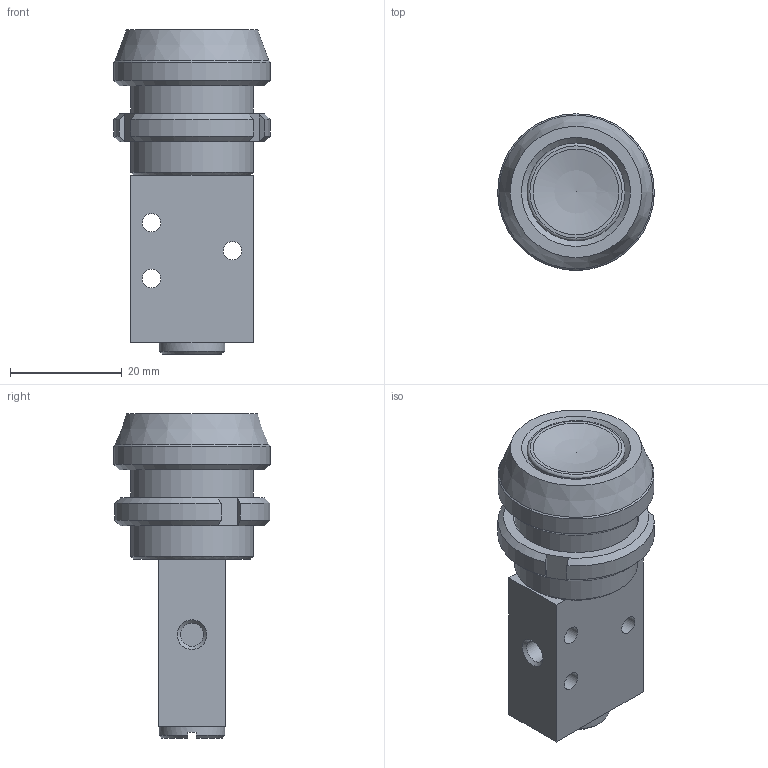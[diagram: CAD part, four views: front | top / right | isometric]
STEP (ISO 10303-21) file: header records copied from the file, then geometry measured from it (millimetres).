
FILE_DESCRIPTION(/* description */ ('MVALVOLA PER PULSANTE'),/* implementation_level */ '2;1');
FILE_NAME(/* name */ '105_32_6_2-#.stp',/* time_stamp */ '2015-12-18T14:23:56+01:00',/* author */ ('maniean1'),/* organization */ ('Pneumax S.p.A.'),/* preprocessor_version */ 'ST-DEVELOPER v15.2',/* originating_system */ 'Autodesk Inventor 2014',/* authorisation */ '');
FILE_SCHEMA (('AUTOMOTIVE_DESIGN { 1 0 10303 214 3 1 1 }'));
Length unit declared in the file: millimetre
Products named in the file (3): 105_32_6_2_#; RS-105-59; 105_32_6_2-#
Bounding box: 28 x 28 x 58 mm (x, y, z)
Volume: 20244.2 mm3; surface area: 6886.1 mm2
Topology: 2 solids, 2 shells, 65 faces, 151 edges, 96 vertices
Faces by surface type: plane 31, cone 18, cylinder 14, sphere 1, torus 1
Full cylindrical faces by diameter (mm): 3.3 x3, 4.134 x3, 11.8 x1, 17.5 x1, 20.917 x1, 22 x1, 28 x1
Entity records: 1761 total; most frequent: CARTESIAN_POINT 318, DIRECTION 302, ORIENTED_EDGE 248, EDGE_CURVE 124, AXIS2_PLACEMENT_3D 124, EDGE_LOOP 102, VERTEX_POINT 92, ADVANCED_FACE 65
